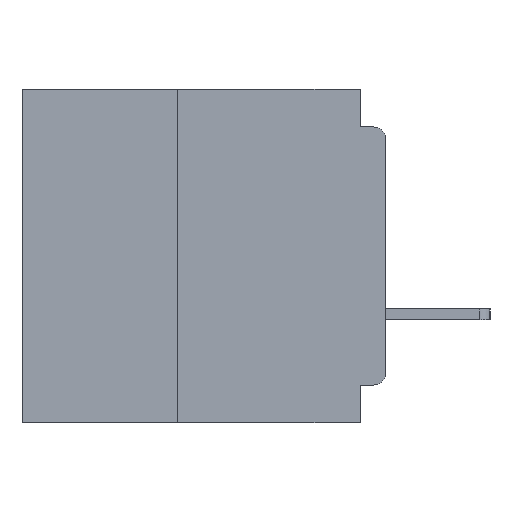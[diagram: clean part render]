
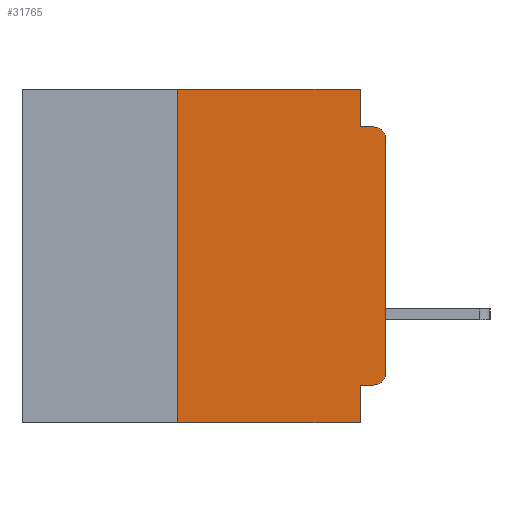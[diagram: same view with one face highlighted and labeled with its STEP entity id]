
A CAD part, left-side view. The second image highlights one B-rep face of the part: STEP entity #31765.
In plain terms, the highlighted planar face has unit normal (-1, 0, 0).
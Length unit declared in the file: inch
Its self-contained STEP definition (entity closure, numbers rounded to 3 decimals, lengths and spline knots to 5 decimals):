
#255 = ORIENTED_EDGE ( 'NONE', *, *, #36715, .F. ) ;
#278 = CARTESIAN_POINT ( 'NONE',  ( 0., 0.25, -0.4 ) ) ;
#554 = DIRECTION ( 'NONE',  ( 0., 0., -1. ) ) ;
#1371 = DIRECTION ( 'NONE',  ( 0., 0., -1. ) ) ;
#1897 = ORIENTED_EDGE ( 'NONE', *, *, #5419, .F. ) ;
#3052 = LINE ( 'NONE', #41672, #13271 ) ;
#3133 = ORIENTED_EDGE ( 'NONE', *, *, #29257, .F. ) ;
#3666 = ORIENTED_EDGE ( 'NONE', *, *, #27407, .F. ) ;
#5419 = EDGE_CURVE ( 'NONE', #28997, #14292, #32192, .T. ) ;
#6514 = CIRCLE ( 'NONE', #52604, 0.015 ) ;
#6998 = LINE ( 'NONE', #42729, #25959 ) ;
#7632 = CARTESIAN_POINT ( 'NONE',  ( 0., 0., -0.045 ) ) ;
#9187 = VECTOR ( 'NONE', #51283, 39.37008 ) ;
#9523 = VERTEX_POINT ( 'NONE', #52719 ) ;
#11078 = EDGE_CURVE ( 'NONE', #28997, #23356, #55882, .T. ) ;
#12408 = CARTESIAN_POINT ( 'NONE',  ( 0., 0.031, -0.355 ) ) ;
#13070 = DIRECTION ( 'NONE',  ( 0., -1., 0. ) ) ;
#13226 = VERTEX_POINT ( 'NONE', #52077 ) ;
#13271 = VECTOR ( 'NONE', #32956, 39.37008 ) ;
#13634 = CARTESIAN_POINT ( 'NONE',  ( 0., 0.015, -0.045 ) ) ;
#14292 = VERTEX_POINT ( 'NONE', #12408 ) ;
#14383 = CARTESIAN_POINT ( 'NONE',  ( 0., 0.25, 0. ) ) ;
#14809 = VERTEX_POINT ( 'NONE', #20434 ) ;
#15230 = CARTESIAN_POINT ( 'NONE',  ( 0., 0.437, -0.4 ) ) ;
#16196 = FACE_OUTER_BOUND ( 'NONE', #42185, .T. ) ;
#18856 = VECTOR ( 'NONE', #22003, 39.37008 ) ;
#19012 = LINE ( 'NONE', #47409, #52034 ) ;
#19088 = VECTOR ( 'NONE', #50835, 39.37008 ) ;
#20429 = DIRECTION ( 'NONE',  ( 0., 0., 1. ) ) ;
#20434 = CARTESIAN_POINT ( 'NONE',  ( 0., 0.25, -0.4 ) ) ;
#20550 = VERTEX_POINT ( 'NONE', #13634 ) ;
#20731 = ORIENTED_EDGE ( 'NONE', *, *, #22485, .F. ) ;
#22003 = DIRECTION ( 'NONE',  ( 0., 0., 1. ) ) ;
#22083 = PLANE ( 'NONE',  #38264 ) ;
#22485 = EDGE_CURVE ( 'NONE', #14809, #33087, #30358, .T. ) ;
#23356 = VERTEX_POINT ( 'NONE', #36870 ) ;
#25455 = DIRECTION ( 'NONE',  ( -1., 0., 0. ) ) ;
#25959 = VECTOR ( 'NONE', #47049, 39.37008 ) ;
#26318 = ORIENTED_EDGE ( 'NONE', *, *, #34667, .F. ) ;
#26483 = DIRECTION ( 'NONE',  ( 1., 0., 0. ) ) ;
#27330 = DIRECTION ( 'NONE',  ( -1., 0., 0. ) ) ;
#27407 = EDGE_CURVE ( 'NONE', #14292, #43344, #3052, .T. ) ;
#28997 = VERTEX_POINT ( 'NONE', #40370 ) ;
#29257 = EDGE_CURVE ( 'NONE', #47015, #20550, #53449, .T. ) ;
#30358 = LINE ( 'NONE', #278, #18856 ) ;
#30653 = ORIENTED_EDGE ( 'NONE', *, *, #35676, .T. ) ;
#31557 = EDGE_CURVE ( 'NONE', #23356, #9523, #37159, .T. ) ;
#31765 = ADVANCED_FACE ( 'NONE', ( #16196 ), #22083, .F. ) ;
#32192 = LINE ( 'NONE', #47026, #9187 ) ;
#32956 = DIRECTION ( 'NONE',  ( 0., 0., -1. ) ) ;
#33033 = ORIENTED_EDGE ( 'NONE', *, *, #31557, .T. ) ;
#33087 = VERTEX_POINT ( 'NONE', #14383 ) ;
#33933 = CARTESIAN_POINT ( 'NONE',  ( 0., 0.031, -0.4 ) ) ;
#34667 = EDGE_CURVE ( 'NONE', #13226, #47015, #6998, .T. ) ;
#35676 = EDGE_CURVE ( 'NONE', #14809, #43344, #41472, .T. ) ;
#35783 = CARTESIAN_POINT ( 'NONE',  ( 0., 0.031, -0.045 ) ) ;
#36715 = EDGE_CURVE ( 'NONE', #33087, #13226, #19012, .T. ) ;
#36870 = CARTESIAN_POINT ( 'NONE',  ( 0., 0., -0.34 ) ) ;
#36956 = ORIENTED_EDGE ( 'NONE', *, *, #11078, .T. ) ;
#37159 = LINE ( 'NONE', #55032, #48608 ) ;
#38264 = AXIS2_PLACEMENT_3D ( 'NONE', #52234, #26483, #554 ) ;
#40370 = CARTESIAN_POINT ( 'NONE',  ( 0., 0.015, -0.355 ) ) ;
#41472 = LINE ( 'NONE', #15230, #51504 ) ;
#41672 = CARTESIAN_POINT ( 'NONE',  ( 0., 0.031, -0.4 ) ) ;
#42185 = EDGE_LOOP ( 'NONE', ( #33033, #42839, #3133, #26318, #255, #20731, #30653, #3666, #1897, #36956 ) ) ;
#42729 = CARTESIAN_POINT ( 'NONE',  ( 0., 0.031, 0. ) ) ;
#42839 = ORIENTED_EDGE ( 'NONE', *, *, #55188, .T. ) ;
#43344 = VERTEX_POINT ( 'NONE', #33933 ) ;
#47015 = VERTEX_POINT ( 'NONE', #35783 ) ;
#47026 = CARTESIAN_POINT ( 'NONE',  ( 0., 0., -0.355 ) ) ;
#47049 = DIRECTION ( 'NONE',  ( 0., 0., -1. ) ) ;
#47409 = CARTESIAN_POINT ( 'NONE',  ( 0., 0.437, 0. ) ) ;
#48539 = AXIS2_PLACEMENT_3D ( 'NONE', #51237, #25455, #55512 ) ;
#48608 = VECTOR ( 'NONE', #20429, 39.37008 ) ;
#49717 = DIRECTION ( 'NONE',  ( 0., -1., 0. ) ) ;
#50835 = DIRECTION ( 'NONE',  ( 0., -1., 0. ) ) ;
#51237 = CARTESIAN_POINT ( 'NONE',  ( 0., 0.015, -0.34 ) ) ;
#51283 = DIRECTION ( 'NONE',  ( 0., 1., 0. ) ) ;
#51504 = VECTOR ( 'NONE', #49717, 39.37008 ) ;
#52034 = VECTOR ( 'NONE', #13070, 39.37008 ) ;
#52077 = CARTESIAN_POINT ( 'NONE',  ( 0., 0.031, 0. ) ) ;
#52234 = CARTESIAN_POINT ( 'NONE',  ( 0., 0.437, 0. ) ) ;
#52604 = AXIS2_PLACEMENT_3D ( 'NONE', #53056, #27330, #1371 ) ;
#52719 = CARTESIAN_POINT ( 'NONE',  ( 0., 0., -0.06 ) ) ;
#53056 = CARTESIAN_POINT ( 'NONE',  ( 0., 0.015, -0.06 ) ) ;
#53449 = LINE ( 'NONE', #7632, #19088 ) ;
#55032 = CARTESIAN_POINT ( 'NONE',  ( 0., 0., 0. ) ) ;
#55188 = EDGE_CURVE ( 'NONE', #9523, #20550, #6514, .T. ) ;
#55512 = DIRECTION ( 'NONE',  ( 0., 0., -1. ) ) ;
#55882 = CIRCLE ( 'NONE', #48539, 0.015 ) ;
